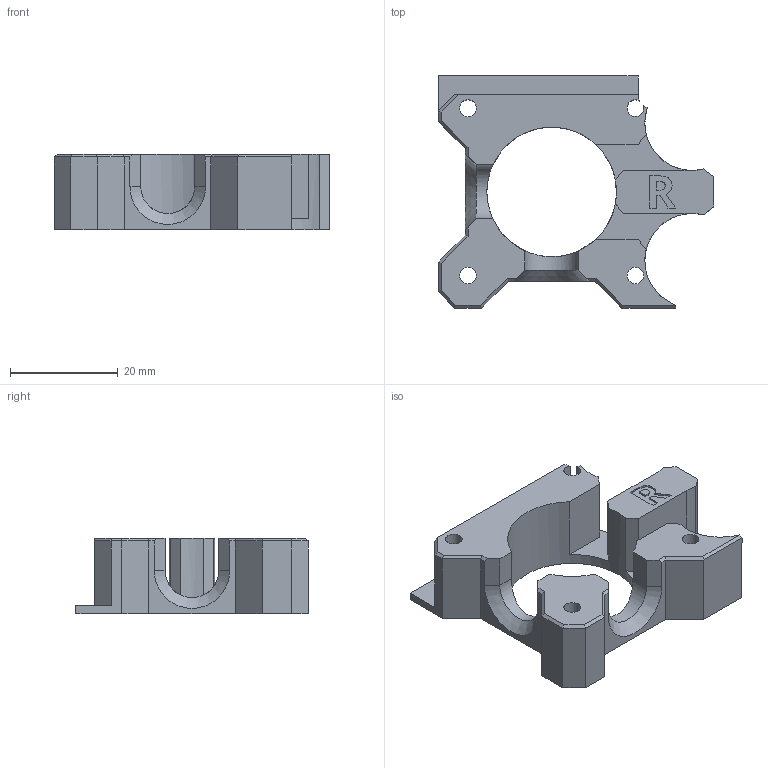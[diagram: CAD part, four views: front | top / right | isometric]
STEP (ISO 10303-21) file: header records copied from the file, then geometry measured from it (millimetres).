
FILE_DESCRIPTION(/* description */ ('STEP AP214'),/* implementation_level */ '2;1');
FILE_NAME(/* name */ '603a471b83511015a261efbc',/* time_stamp */ '2021-02-27T13:20:28+00:00',/* author */ (''),/* organization */ (''),/* preprocessor_version */ 'ST-DEVELOPER v18.1',/* originating_system */ ' ',/* authorisation */ ' ');
FILE_SCHEMA (('AUTOMOTIVE_DESIGN {1 0 10303 214 3 1 1}'));
Length unit declared in the file: metre
Products named in the file (1): xy_motor_cage_bottom_right
Bounding box: 51 x 43 x 14 mm (x, y, z)
Volume: 11258.9 mm3; surface area: 6195.1 mm2
Topology: 1 solids, 1 shells, 91 faces, 248 edges, 160 vertices
Faces by surface type: plane 69, cylinder 11, bspline 9, cone 2
Full cylindrical faces by diameter (mm): 3.1 x3, 24 x1
Entity records: 2890 total; most frequent: CARTESIAN_POINT 609, ORIENTED_EDGE 486, DIRECTION 420, EDGE_CURVE 243, LINE 192, VECTOR 192, VERTEX_POINT 159, AXIS2_PLACEMENT_3D 114
